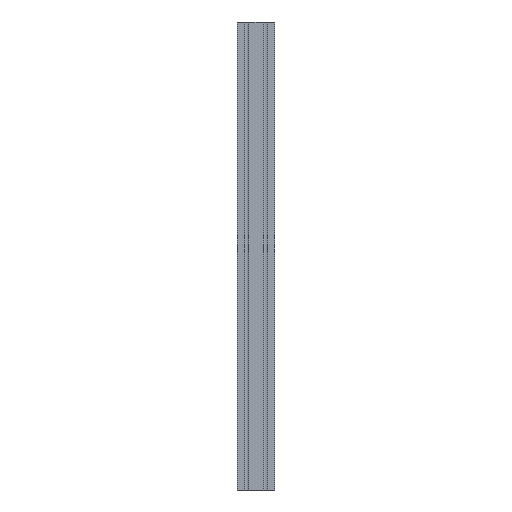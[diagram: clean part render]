
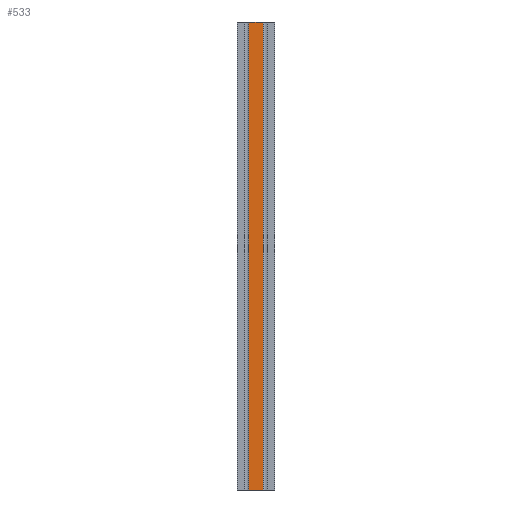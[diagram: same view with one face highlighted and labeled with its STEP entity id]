
A CAD part, left-side view. The second image highlights one B-rep face of the part: STEP entity #533.
In plain terms, the highlighted planar face has unit normal (-1, 0, 0).
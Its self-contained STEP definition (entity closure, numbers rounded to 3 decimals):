
#2 = EDGE_LOOP ( 'NONE', ( #1371, #776, #41, #487 ) ) ;
#41 = ORIENTED_EDGE ( 'NONE', *, *, #429, .F. ) ;
#43 = EDGE_CURVE ( 'NONE', #1081, #992, #1398, .T. ) ;
#91 = CARTESIAN_POINT ( 'NONE',  ( -10., 0., 1000. ) ) ;
#112 = VERTEX_POINT ( 'NONE', #1253 ) ;
#115 = LINE ( 'NONE', #91, #819 ) ;
#132 = CARTESIAN_POINT ( 'NONE',  ( -10., 15.75, 1000. ) ) ;
#140 = PLANE ( 'NONE',  #1284 ) ;
#141 = VECTOR ( 'NONE', #329, 1000. ) ;
#161 = FACE_OUTER_BOUND ( 'NONE', #2, .T. ) ;
#189 = LINE ( 'NONE', #1181, #1256 ) ;
#329 = DIRECTION ( 'NONE',  ( 0., -1., 0. ) ) ;
#363 = VERTEX_POINT ( 'NONE', #1349 ) ;
#377 = CARTESIAN_POINT ( 'NONE',  ( -10., 0., 1000. ) ) ;
#429 = EDGE_CURVE ( 'NONE', #1081, #363, #115, .T. ) ;
#487 = ORIENTED_EDGE ( 'NONE', *, *, #43, .T. ) ;
#533 = ADVANCED_FACE ( 'NONE', ( #161 ), #140, .F. ) ;
#543 = DIRECTION ( 'NONE',  ( 0., 0., -1. ) ) ;
#559 = CARTESIAN_POINT ( 'NONE',  ( -10., 0., 0. ) ) ;
#639 = VECTOR ( 'NONE', #543, 1000. ) ;
#654 = EDGE_CURVE ( 'NONE', #363, #112, #189, .T. ) ;
#776 = ORIENTED_EDGE ( 'NONE', *, *, #654, .F. ) ;
#803 = LINE ( 'NONE', #559, #141 ) ;
#819 = VECTOR ( 'NONE', #1348, 1000. ) ;
#882 = DIRECTION ( 'NONE',  ( 0., 0., -1. ) ) ;
#909 = CARTESIAN_POINT ( 'NONE',  ( -10., 15.75, 0. ) ) ;
#924 = DIRECTION ( 'NONE',  ( 1., 0., 0. ) ) ;
#949 = DIRECTION ( 'NONE',  ( 0., 0., -1. ) ) ;
#992 = VERTEX_POINT ( 'NONE', #909 ) ;
#1081 = VERTEX_POINT ( 'NONE', #132 ) ;
#1181 = CARTESIAN_POINT ( 'NONE',  ( -10., -15.75, 1000. ) ) ;
#1232 = EDGE_CURVE ( 'NONE', #992, #112, #803, .T. ) ;
#1253 = CARTESIAN_POINT ( 'NONE',  ( -10., -15.75, 0. ) ) ;
#1256 = VECTOR ( 'NONE', #949, 1000. ) ;
#1284 = AXIS2_PLACEMENT_3D ( 'NONE', #377, #924, #882 ) ;
#1303 = CARTESIAN_POINT ( 'NONE',  ( -10., 15.75, 1000. ) ) ;
#1348 = DIRECTION ( 'NONE',  ( 0., -1., 0. ) ) ;
#1349 = CARTESIAN_POINT ( 'NONE',  ( -10., -15.75, 1000. ) ) ;
#1371 = ORIENTED_EDGE ( 'NONE', *, *, #1232, .T. ) ;
#1398 = LINE ( 'NONE', #1303, #639 ) ;
